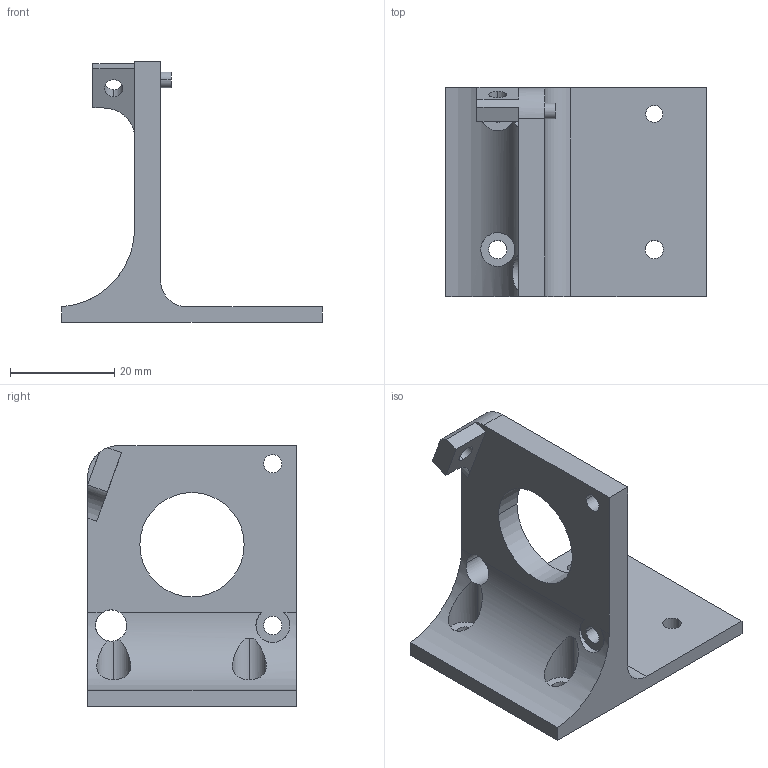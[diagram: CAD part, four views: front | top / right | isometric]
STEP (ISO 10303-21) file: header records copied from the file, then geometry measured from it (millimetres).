
FILE_DESCRIPTION (( 'STEP AP203' ), '1' );
FILE_NAME ('DD_carriage_for_atom.STEP', '2013-11-18T18:12:10', ( 'LVG' ), ( 'MouseComputer PC' ), 'SwSTEP 2.0', 'SolidWorks 2013', '' );
FILE_SCHEMA (( 'CONFIG_CONTROL_DESIGN' ));
Length unit declared in the file: millimetre
Products named in the file (1): DD_carriage_for_atom
Bounding box: 50 x 40 x 50 mm (x, y, z)
Volume: 15470.4 mm3; surface area: 8787.2 mm2
Topology: 1 solids, 1 shells, 50 faces, 140 edges, 93 vertices
Faces by surface type: cylinder 31, plane 19
Entity records: 1941 total; most frequent: CARTESIAN_POINT 508, DIRECTION 285, ORIENTED_EDGE 280, EDGE_CURVE 140, AXIS2_PLACEMENT_3D 108, VERTEX_POINT 93, VECTOR 69, EDGE_LOOP 69
